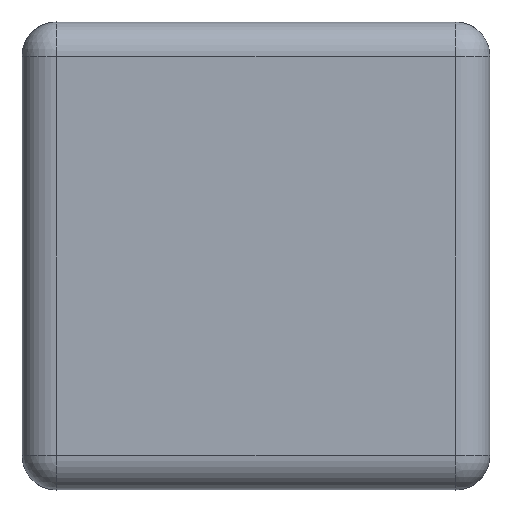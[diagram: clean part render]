
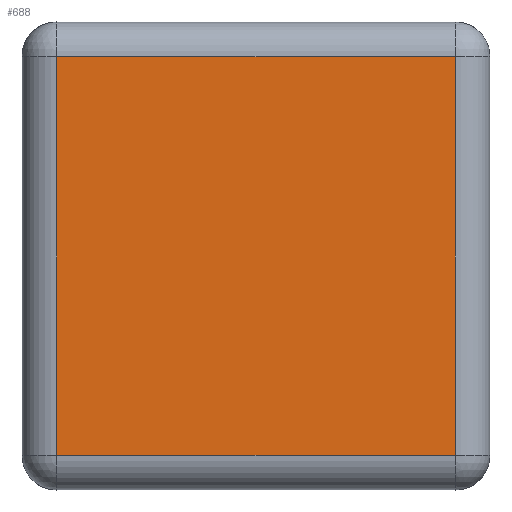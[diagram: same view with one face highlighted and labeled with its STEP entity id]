
A CAD part, left-side view. The second image highlights one B-rep face of the part: STEP entity #688.
In plain terms, the highlighted planar face has unit normal (-1, 0, 0).
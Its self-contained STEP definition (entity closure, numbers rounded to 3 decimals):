
#31=PLANE('',#789);
#109=FACE_OUTER_BOUND('',#151,.T.);
#151=EDGE_LOOP('',(#531,#532,#533,#534));
#187=LINE('',#1148,#227);
#188=LINE('',#1151,#228);
#198=LINE('',#1209,#238);
#199=LINE('',#1210,#239);
#227=VECTOR('',#920,1.);
#228=VECTOR('',#923,1.);
#238=VECTOR('',#991,1.);
#239=VECTOR('',#992,1.);
#277=VERTEX_POINT('',#1110);
#287=VERTEX_POINT('',#1146);
#288=VERTEX_POINT('',#1150);
#307=VERTEX_POINT('',#1208);
#357=EDGE_CURVE('',#277,#287,#187,.T.);
#358=EDGE_CURVE('',#277,#288,#188,.T.);
#387=EDGE_CURVE('',#287,#307,#198,.T.);
#388=EDGE_CURVE('',#288,#307,#199,.T.);
#531=ORIENTED_EDGE('',*,*,#387,.T.);
#532=ORIENTED_EDGE('',*,*,#388,.F.);
#533=ORIENTED_EDGE('',*,*,#358,.F.);
#534=ORIENTED_EDGE('',*,*,#357,.T.);
#688=ADVANCED_FACE('',(#109),#31,.T.);
#789=AXIS2_PLACEMENT_3D('',#1207,#989,#990);
#920=DIRECTION('',(0.,0.,1.));
#923=DIRECTION('',(0.,1.,0.));
#989=DIRECTION('center_axis',(-1.,0.,0.));
#990=DIRECTION('ref_axis',(0.,0.,1.));
#991=DIRECTION('',(0.,1.,0.));
#992=DIRECTION('',(0.,0.,1.));
#1110=CARTESIAN_POINT('',(-1.05,-0.575,0.1));
#1146=CARTESIAN_POINT('',(-1.05,-0.575,1.25));
#1148=CARTESIAN_POINT('',(-1.05,-0.575,0.1));
#1150=CARTESIAN_POINT('',(-1.05,0.575,0.1));
#1151=CARTESIAN_POINT('',(-1.05,-0.575,0.1));
#1207=CARTESIAN_POINT('Origin',(-1.05,-0.675,0.));
#1208=CARTESIAN_POINT('',(-1.05,0.575,1.25));
#1209=CARTESIAN_POINT('',(-1.05,-0.575,1.25));
#1210=CARTESIAN_POINT('',(-1.05,0.575,0.1));
